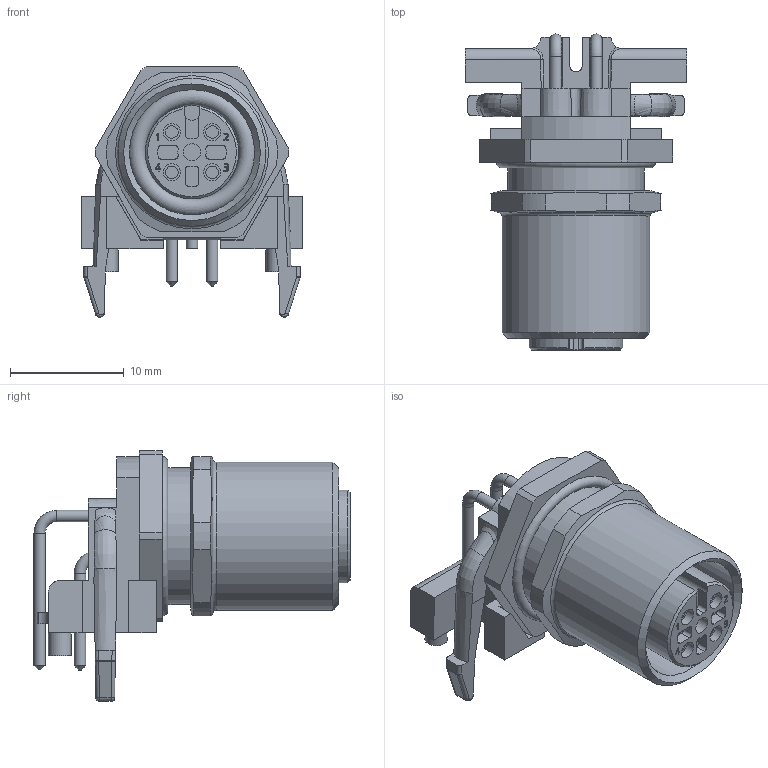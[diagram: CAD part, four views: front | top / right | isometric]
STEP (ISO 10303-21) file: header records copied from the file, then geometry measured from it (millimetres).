
FILE_DESCRIPTION(/* description */ (''),/* implementation_level */ '2;1');
FILE_NAME(/* name */ 'EC-WFKF4-P_12_S3525.stp',/* time_stamp */ '2016-02-12T08:42:54+01:00',/* author */ (''),/* organization */ (''),/* preprocessor_version */ 'ST-DEVELOPER v16',/* originating_system */ 'SIEMENS PLM Software NX 10.0',/* authorisation */ '');
FILE_SCHEMA (('AUTOMOTIVE_DESIGN { 1 0 10303 214 3 1 1 1 }'));
Length unit declared in the file: millimetre
Products named in the file (1): 5015208_Einbauflanschkupplung_stp
Bounding box: 19.5 x 27.77 x 21.99 mm (x, y, z)
Volume: 3104.1 mm3; surface area: 2802.3 mm2
Topology: 1 solids, 1 shells, 360 faces, 960 edges, 619 vertices
Faces by surface type: plane 163, cylinder 98, extrusion 45, bspline 17, cone 15, torus 12, sphere 8, revolution 2
Full cylindrical faces by diameter (mm): 1 x7, 1.1 x4, 1.5 x5, 2 x2, 11 x1, 12 x1, 13 x1
Entity records: 11911 total; most frequent: CARTESIAN_POINT 3448, ORIENTED_EDGE 1786, DIRECTION 1606, EDGE_CURVE 893, VERTEX_POINT 596, AXIS2_PLACEMENT_3D 535, VECTOR 534, LINE 489
